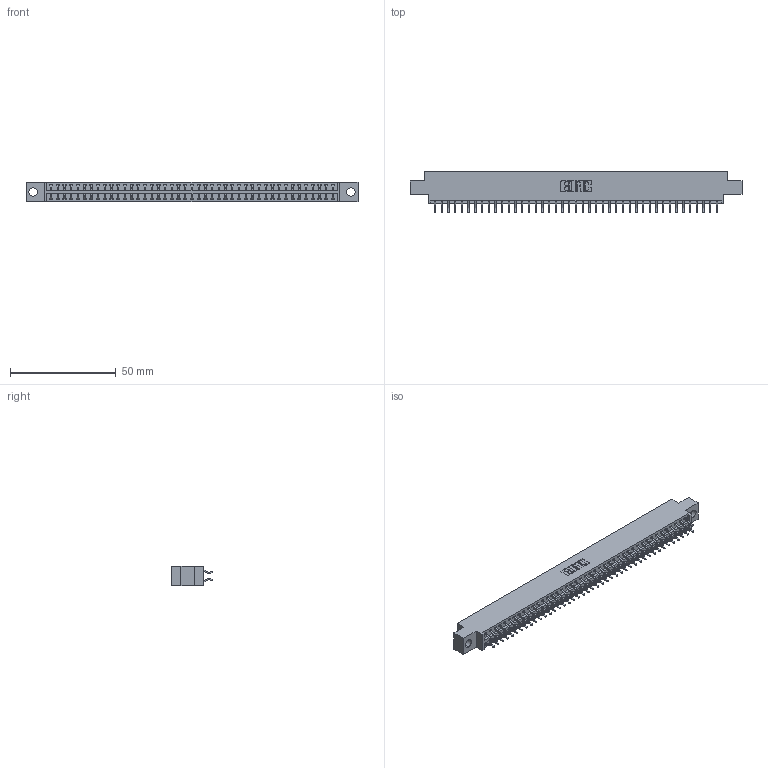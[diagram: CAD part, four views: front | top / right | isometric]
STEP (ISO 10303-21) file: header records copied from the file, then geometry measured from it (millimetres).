
FILE_DESCRIPTION (( 'STEP AP203' ), '1' );
FILE_NAME ('346-086-556-804.STEP', '2022-05-25T23:12:44', ( '' ), ( '' ), 'SwSTEP 2.0', 'SolidWorks 2020', '' );
FILE_SCHEMA (( 'CONFIG_CONTROL_DESIGN' ));
Length unit declared in the file: inch
Products named in the file (3): 346 Part_0.170 Offset - 0.156 Dia-TH; 346-086-556-804; 345-292-001_556 Tail
Assembly tree (87 placements, depth 2):
  346-086-556-804
    346 Part_0.170 Offset - 0.156 Dia-TH
    345-292-001_556 Tail  x86
Bounding box: 157.1 x 19.57 x 9.4 mm (x, y, z)
Volume: 15062.9 mm3; surface area: 20668.3 mm2
Topology: 87 solids, 87 shells, 5128 faces, 15255 edges, 10054 vertices
Faces by surface type: plane 3448, cylinder 1680
Entity records: 28699 total; most frequent: CARTESIAN_POINT 4750, ORIENTED_EDGE 4670, DIRECTION 4223, EDGE_CURVE 2335, LINE 2023, VECTOR 2023, VERTEX_POINT 1554, AXIS2_PLACEMENT_3D 1100
